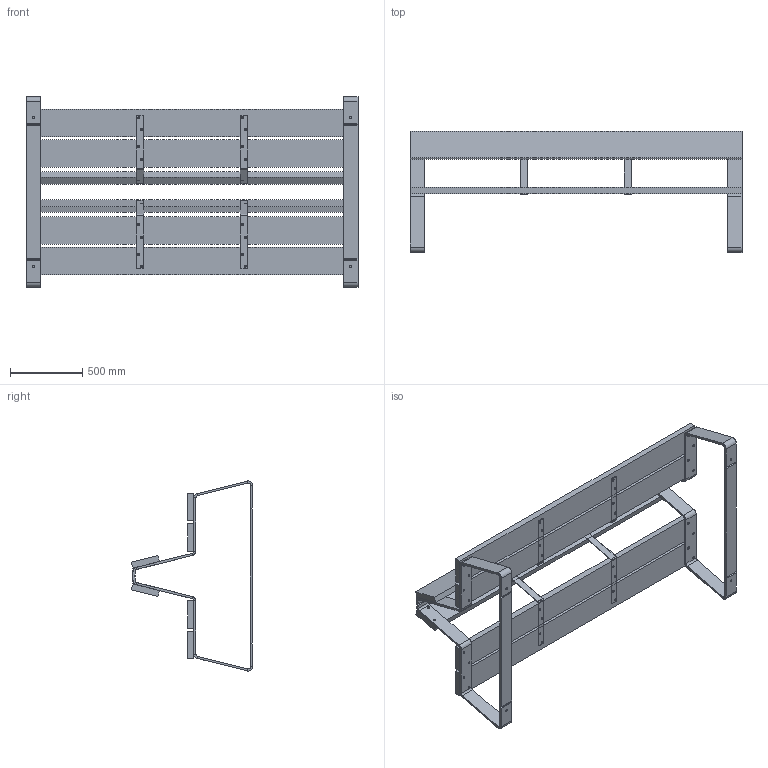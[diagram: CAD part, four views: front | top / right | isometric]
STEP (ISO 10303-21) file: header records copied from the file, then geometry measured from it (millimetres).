
FILE_DESCRIPTION (( 'STEP AP203' ), '1' );
FILE_NAME ('MOBE.2300DB.STEP', '2021-03-04T07:20:44', ( '' ), ( '' ), 'SwSTEP 2.0', 'SolidWorks 2020', '' );
FILE_SCHEMA (( 'CONFIG_CONTROL_DESIGN' ));
Length unit declared in the file: millimetre
Products named in the file (8): MOBE.2300DB Bottom Strip; MOBE.2300DB frame; MOBE.2300DB_BenchStrip; MOBE.2300DB Wood; MOBE.2300DB Frame Side; MOBE.2300DB; FURNS Brandtag sticker
Assembly tree (19 placements, depth 3):
  MOBE.2300DB
    MOBE.2300DB frame
      MOBE.2300DB Frame Side  x2
      MOBE.2300DB Bottom Strip
    MOBE.2300DB Wood  x6
    MOBE.2300DB frame
      MOBE.2300DB Frame Side  x2
      MOBE.2300DB Bottom Strip
    FURNS Brandtag sticker
    MOBE.2300DB_BenchStrip  x4
Bounding box: 2300 x 840 x 1316.53 mm (x, y, z)
Volume: 122321289.4 mm3; surface area: 8624047.7 mm2
Topology: 17 solids, 17 shells, 821 faces, 2037 edges, 1270 vertices
Faces by surface type: plane 466, cylinder 165, cone 104, bspline 86
Entity records: 15711 total; most frequent: CARTESIAN_POINT 3694, ORIENTED_EDGE 2406, DIRECTION 1929, EDGE_CURVE 1203, VECTOR 915, LINE 915, VERTEX_POINT 780, AXIS2_PLACEMENT_3D 507
